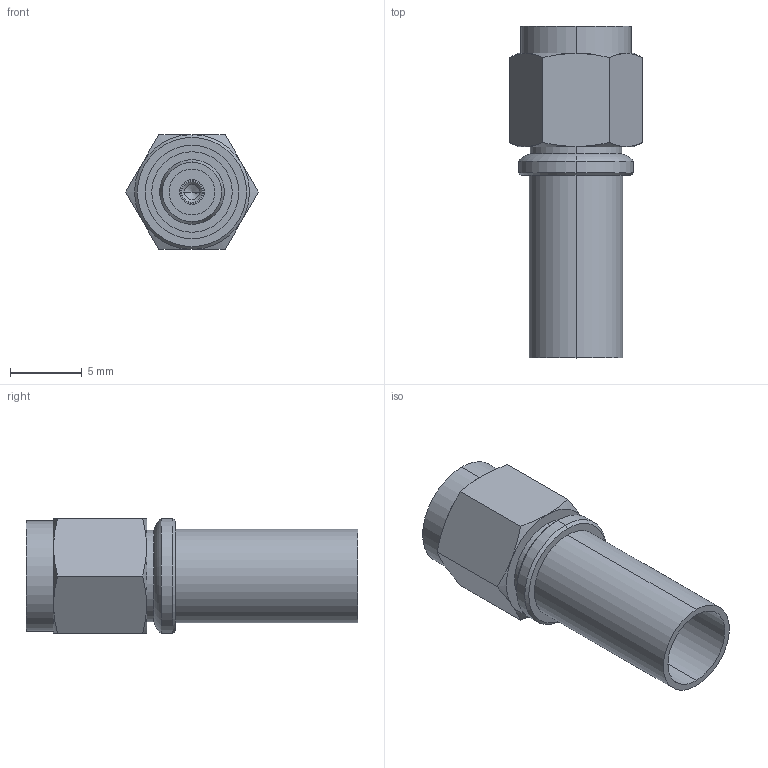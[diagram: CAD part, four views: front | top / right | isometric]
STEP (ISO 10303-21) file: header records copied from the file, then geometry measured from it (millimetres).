
FILE_DESCRIPTION (( 'STEP AP203' ), '1' );
FILE_NAME ('ARSP-1700.STEP', '2014-10-03T20:00:10', ( 'x' ), ( '' ), 'SwSTEP 2.0', 'SolidWorks 2014', '' );
FILE_SCHEMA (( 'CONFIG_CONTROL_DESIGN' ));
Length unit declared in the file: millimetre
Products named in the file (4): ARSP-1700-MA2; ARSP-1700-MA1; ARSP-1700-MA3; ARSP-1700
Assembly tree (3 placements, depth 2):
  ARSP-1700
    ARSP-1700-MA2
    ARSP-1700-MA1
    ARSP-1700-MA3
Bounding box: 9.24 x 23.1 x 8 mm (x, y, z)
Volume: 556.4 mm3; surface area: 1300.4 mm2
Topology: 3 solids, 3 shells, 102 faces, 234 edges, 144 vertices
Faces by surface type: plane 36, cylinder 34, cone 30, torus 2
Entity records: 3376 total; most frequent: CARTESIAN_POINT 694, DIRECTION 502, ORIENTED_EDGE 460, EDGE_CURVE 230, AXIS2_PLACEMENT_3D 216, VERTEX_POINT 144, EDGE_LOOP 118, CIRCLE 108
